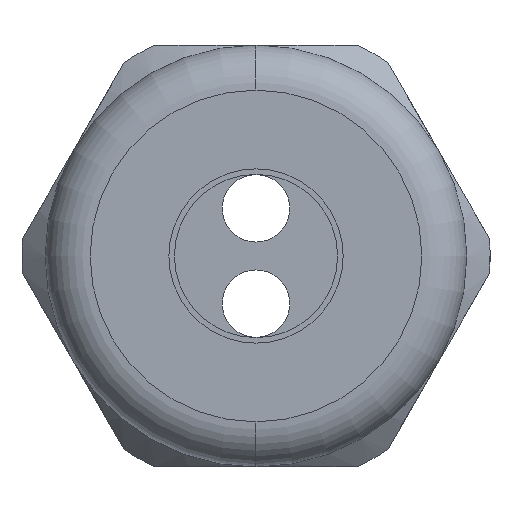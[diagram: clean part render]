
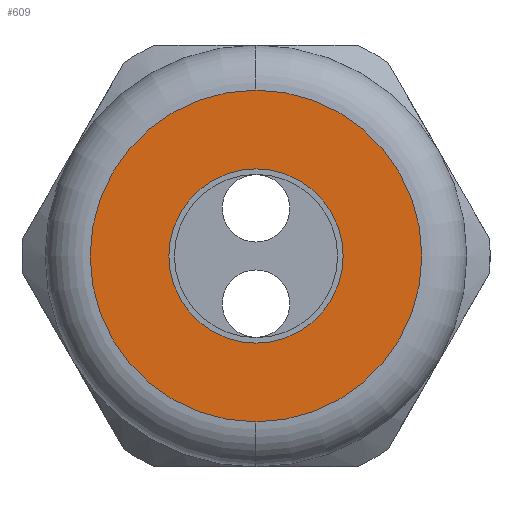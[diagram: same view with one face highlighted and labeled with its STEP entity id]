
A CAD part, left-side view. The second image highlights one B-rep face of the part: STEP entity #609.
In plain terms, the highlighted planar face has unit normal (-1, 0, 0).
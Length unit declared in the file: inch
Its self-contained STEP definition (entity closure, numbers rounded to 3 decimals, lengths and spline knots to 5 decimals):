
#146 = EDGE_CURVE ( 'NONE', #147, #148, #1968, .T. ) ;
#147 = VERTEX_POINT ( 'NONE', #2026 ) ;
#148 = VERTEX_POINT ( 'NONE', #2025 ) ;
#178 = VERTEX_POINT ( 'NONE', #2031 ) ;
#180 = EDGE_CURVE ( 'NONE', #181, #178, #2094, .T. ) ;
#181 = VERTEX_POINT ( 'NONE', #2089 ) ;
#606 = EDGE_CURVE ( 'NONE', #148, #147, #2914, .T. ) ;
#609 = ADVANCED_FACE ( 'NONE', ( #2915, #2909 ), #2908, .T. ) ;
#610 = EDGE_LOOP ( 'NONE', ( #611, #612 ) ) ;
#611 = ORIENTED_EDGE ( 'NONE', *, *, #180, .T. ) ;
#612 = ORIENTED_EDGE ( 'NONE', *, *, #613, .T. ) ;
#613 = EDGE_CURVE ( 'NONE', #178, #181, #2903, .T. ) ;
#614 = EDGE_LOOP ( 'NONE', ( #615, #616 ) ) ;
#615 = ORIENTED_EDGE ( 'NONE', *, *, #606, .T. ) ;
#616 = ORIENTED_EDGE ( 'NONE', *, *, #146, .T. ) ;
#1968 = CIRCLE ( 'NONE', #2030, 0.155 ) ;
#2025 = CARTESIAN_POINT ( 'NONE',  ( -1.29, 0., -0.155 ) ) ;
#2026 = CARTESIAN_POINT ( 'NONE',  ( -1.29, 0., 0.155 ) ) ;
#2027 = DIRECTION ( 'NONE',  ( 0., 0., -1. ) ) ;
#2028 = DIRECTION ( 'NONE',  ( 1., 0., 0. ) ) ;
#2029 = CARTESIAN_POINT ( 'NONE',  ( -1.29, 0., 0. ) ) ;
#2030 = AXIS2_PLACEMENT_3D ( 'NONE', #2029, #2028, #2027 ) ;
#2031 = CARTESIAN_POINT ( 'NONE',  ( -1.29, 0., -0.295 ) ) ;
#2089 = CARTESIAN_POINT ( 'NONE',  ( -1.29, 0., 0.295 ) ) ;
#2090 = DIRECTION ( 'NONE',  ( 0., 0., 1. ) ) ;
#2091 = DIRECTION ( 'NONE',  ( -1., 0., 0. ) ) ;
#2092 = CARTESIAN_POINT ( 'NONE',  ( -1.29, 0., 0. ) ) ;
#2093 = AXIS2_PLACEMENT_3D ( 'NONE', #2092, #2091, #2090 ) ;
#2094 = CIRCLE ( 'NONE', #2093, 0.295 ) ;
#2899 = DIRECTION ( 'NONE',  ( 0., 0., 1. ) ) ;
#2900 = DIRECTION ( 'NONE',  ( -1., 0., 0. ) ) ;
#2901 = CARTESIAN_POINT ( 'NONE',  ( -1.29, 0., 0. ) ) ;
#2902 = AXIS2_PLACEMENT_3D ( 'NONE', #2901, #2900, #2899 ) ;
#2903 = CIRCLE ( 'NONE', #2902, 0.295 ) ;
#2904 = DIRECTION ( 'NONE',  ( 0., 0., 1. ) ) ;
#2905 = DIRECTION ( 'NONE',  ( -1., 0., 0. ) ) ;
#2906 = CARTESIAN_POINT ( 'NONE',  ( -1.29, 0.375, 0. ) ) ;
#2907 = AXIS2_PLACEMENT_3D ( 'NONE', #2906, #2905, #2904 ) ;
#2908 = PLANE ( 'NONE',  #2907 ) ;
#2909 = FACE_BOUND ( 'NONE', #614, .T. ) ;
#2910 = DIRECTION ( 'NONE',  ( 0., 0., -1. ) ) ;
#2911 = DIRECTION ( 'NONE',  ( 1., 0., 0. ) ) ;
#2912 = CARTESIAN_POINT ( 'NONE',  ( -1.29, 0., 0. ) ) ;
#2913 = AXIS2_PLACEMENT_3D ( 'NONE', #2912, #2911, #2910 ) ;
#2914 = CIRCLE ( 'NONE', #2913, 0.155 ) ;
#2915 = FACE_OUTER_BOUND ( 'NONE', #610, .T. ) ;
